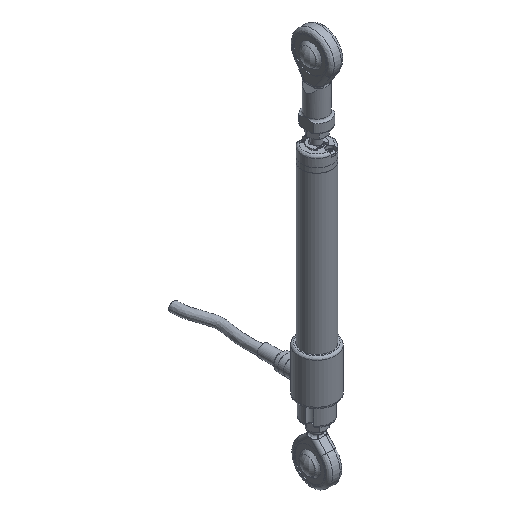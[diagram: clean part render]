
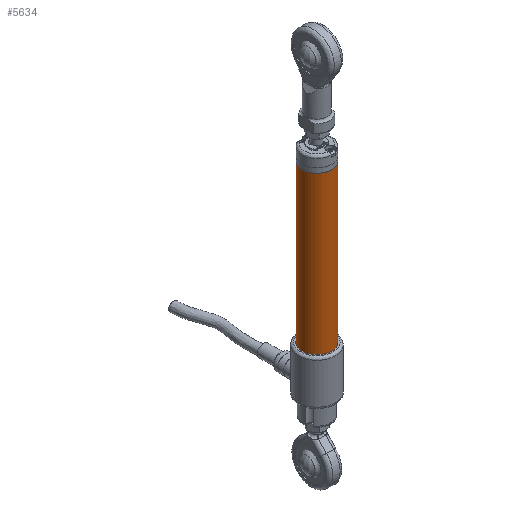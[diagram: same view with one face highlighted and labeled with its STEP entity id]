
A CAD part, isometric view. The second image highlights one B-rep face of the part: STEP entity #5634.
In plain terms, the highlighted cylindrical face has radius 6.35 mm (diameter 12.7 mm), a full revolution.
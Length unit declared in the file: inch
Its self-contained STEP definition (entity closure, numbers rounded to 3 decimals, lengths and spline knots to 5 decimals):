
#590 = DIRECTION ( 'NONE',  ( 0., 0., -1. ) ) ;
#1539 = DIRECTION ( 'NONE',  ( 0., 0., 1. ) ) ;
#5048 = EDGE_CURVE ( 'NONE', #16324, #16324, #19092, .T. ) ;
#5634 = ADVANCED_FACE ( 'NONE', ( #18851, #27985 ), #14979, .T. ) ;
#5893 = AXIS2_PLACEMENT_3D ( 'NONE', #21199, #590, #16757 ) ;
#7597 = EDGE_LOOP ( 'NONE', ( #26829 ) ) ;
#8152 = EDGE_LOOP ( 'NONE', ( #8554 ) ) ;
#8554 = ORIENTED_EDGE ( 'NONE', *, *, #5048, .T. ) ;
#11663 = VERTEX_POINT ( 'NONE', #27253 ) ;
#12096 = CIRCLE ( 'NONE', #18323, 0.25 ) ;
#13722 = CARTESIAN_POINT ( 'NONE',  ( 0., 0., -0.9311 ) ) ;
#14979 = CYLINDRICAL_SURFACE ( 'NONE', #5893, 0.25 ) ;
#16324 = VERTEX_POINT ( 'NONE', #23320 ) ;
#16757 = DIRECTION ( 'NONE',  ( 0.494, -0.869, 0. ) ) ;
#18323 = AXIS2_PLACEMENT_3D ( 'NONE', #19620, #1539, #19915 ) ;
#18851 = FACE_OUTER_BOUND ( 'NONE', #7597, .T. ) ;
#19092 = CIRCLE ( 'NONE', #20526, 0.25 ) ;
#19620 = CARTESIAN_POINT ( 'NONE',  ( 0., 0., -3.98228 ) ) ;
#19915 = DIRECTION ( 'NONE',  ( 0.494, -0.869, 0. ) ) ;
#20133 = DIRECTION ( 'NONE',  ( 0.494, -0.869, 0. ) ) ;
#20526 = AXIS2_PLACEMENT_3D ( 'NONE', #13722, #22645, #20133 ) ;
#21199 = CARTESIAN_POINT ( 'NONE',  ( 0., 0., -0.9311 ) ) ;
#22645 = DIRECTION ( 'NONE',  ( 0., 0., -1. ) ) ;
#23320 = CARTESIAN_POINT ( 'NONE',  ( 0.12351, -0.21736, -0.9311 ) ) ;
#23582 = EDGE_CURVE ( 'NONE', #11663, #11663, #12096, .T. ) ;
#26829 = ORIENTED_EDGE ( 'NONE', *, *, #23582, .T. ) ;
#27253 = CARTESIAN_POINT ( 'NONE',  ( 0.12351, -0.21736, -3.98228 ) ) ;
#27985 = FACE_OUTER_BOUND ( 'NONE', #8152, .T. ) ;
